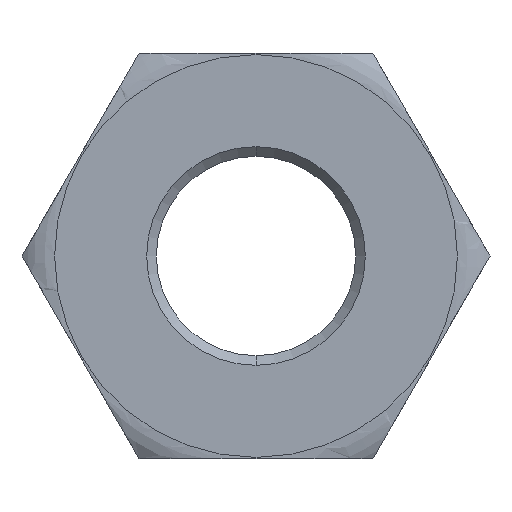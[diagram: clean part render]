
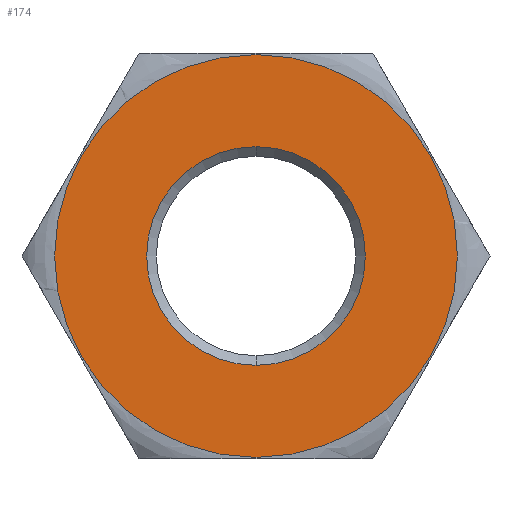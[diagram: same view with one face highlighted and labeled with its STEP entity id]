
A CAD part, front view. The second image highlights one B-rep face of the part: STEP entity #174.
In plain terms, the highlighted planar face has unit normal (0, -1, 0).
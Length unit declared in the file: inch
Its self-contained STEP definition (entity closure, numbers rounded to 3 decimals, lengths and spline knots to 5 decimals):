
#5 = VERTEX_POINT ( 'NONE', #90 ) ;
#7 = EDGE_CURVE ( 'NONE', #5, #8, #89, .T. ) ;
#8 = VERTEX_POINT ( 'NONE', #84 ) ;
#84 = CARTESIAN_POINT ( 'NONE',  ( 0., -0.061, 0.1667 ) ) ;
#85 = DIRECTION ( 'NONE',  ( 0., 0., 1. ) ) ;
#86 = DIRECTION ( 'NONE',  ( 0., 1., 0. ) ) ;
#87 = CARTESIAN_POINT ( 'NONE',  ( 0., -0.061, 0. ) ) ;
#88 = AXIS2_PLACEMENT_3D ( 'NONE', #87, #86, #85 ) ;
#89 = CIRCLE ( 'NONE', #88, 0.1667 ) ;
#90 = CARTESIAN_POINT ( 'NONE',  ( 0., -0.061, -0.1667 ) ) ;
#105 = ORIENTED_EDGE ( 'NONE', *, *, #106, .T. ) ;
#106 = EDGE_CURVE ( 'NONE', #207, #210, #495, .T. ) ;
#107 = EDGE_LOOP ( 'NONE', ( #108, #110 ) ) ;
#108 = ORIENTED_EDGE ( 'NONE', *, *, #109, .F. ) ;
#109 = EDGE_CURVE ( 'NONE', #8, #5, #476, .T. ) ;
#110 = ORIENTED_EDGE ( 'NONE', *, *, #7, .F. ) ;
#174 = ADVANCED_FACE ( 'NONE', ( #334, #395 ), #385, .T. ) ;
#175 = EDGE_LOOP ( 'NONE', ( #176, #105 ) ) ;
#176 = ORIENTED_EDGE ( 'NONE', *, *, #209, .T. ) ;
#207 = VERTEX_POINT ( 'NONE', #602 ) ;
#209 = EDGE_CURVE ( 'NONE', #210, #207, #600, .T. ) ;
#210 = VERTEX_POINT ( 'NONE', #601 ) ;
#334 = FACE_BOUND ( 'NONE', #175, .T. ) ;
#381 = DIRECTION ( 'NONE',  ( 0., 0., -1. ) ) ;
#382 = DIRECTION ( 'NONE',  ( 0., -1., 0. ) ) ;
#383 = CARTESIAN_POINT ( 'NONE',  ( -0.09685, -0.061, -0.16775 ) ) ;
#384 = AXIS2_PLACEMENT_3D ( 'NONE', #383, #382, #381 ) ;
#385 = PLANE ( 'NONE',  #384 ) ;
#395 = FACE_OUTER_BOUND ( 'NONE', #107, .T. ) ;
#473 = DIRECTION ( 'NONE',  ( 0., 0., 1. ) ) ;
#474 = DIRECTION ( 'NONE',  ( 0., 1., 0. ) ) ;
#475 = AXIS2_PLACEMENT_3D ( 'NONE', #496, #474, #473 ) ;
#476 = CIRCLE ( 'NONE', #475, 0.1667 ) ;
#477 = DIRECTION ( 'NONE',  ( 0., 0., -1. ) ) ;
#492 = DIRECTION ( 'NONE',  ( 0., 1., 0. ) ) ;
#493 = CARTESIAN_POINT ( 'NONE',  ( 0., -0.061, 0. ) ) ;
#494 = AXIS2_PLACEMENT_3D ( 'NONE', #493, #492, #477 ) ;
#495 = CIRCLE ( 'NONE', #494, 0.0905 ) ;
#496 = CARTESIAN_POINT ( 'NONE',  ( 0., -0.061, 0. ) ) ;
#596 = DIRECTION ( 'NONE',  ( 0., 0., -1. ) ) ;
#597 = DIRECTION ( 'NONE',  ( 0., 1., 0. ) ) ;
#598 = CARTESIAN_POINT ( 'NONE',  ( 0., -0.061, 0. ) ) ;
#599 = AXIS2_PLACEMENT_3D ( 'NONE', #598, #597, #596 ) ;
#600 = CIRCLE ( 'NONE', #599, 0.0905 ) ;
#601 = CARTESIAN_POINT ( 'NONE',  ( 0., -0.061, -0.0905 ) ) ;
#602 = CARTESIAN_POINT ( 'NONE',  ( 0., -0.061, 0.0905 ) ) ;
